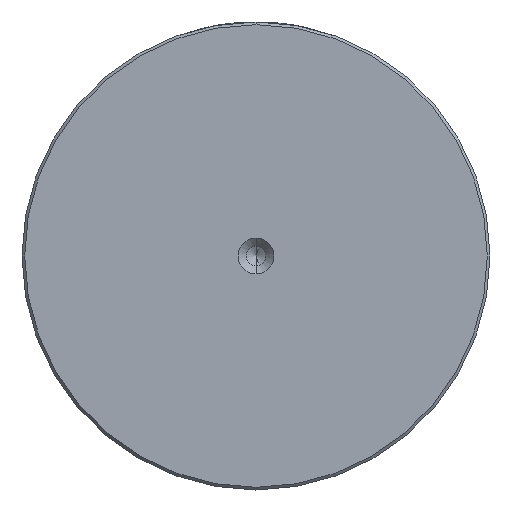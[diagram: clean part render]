
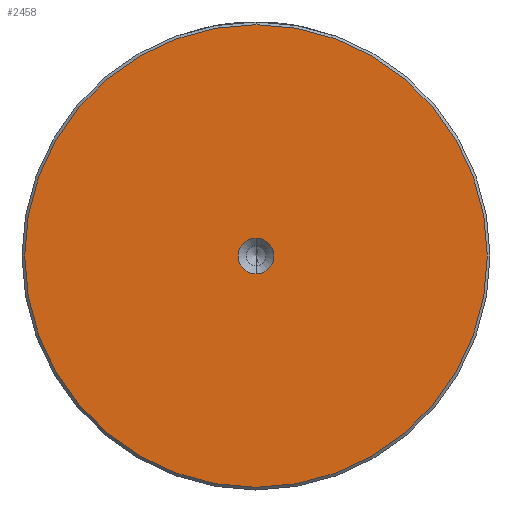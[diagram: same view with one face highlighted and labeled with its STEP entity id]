
A CAD part, left-side view. The second image highlights one B-rep face of the part: STEP entity #2458.
In plain terms, the highlighted planar face has unit normal (-1, 0, 0).
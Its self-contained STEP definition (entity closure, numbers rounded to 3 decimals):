
#82 = EDGE_CURVE ( 'NONE', #2603, #2682, #2623, .T. ) ;
#109 = DIRECTION ( 'NONE',  ( 0., 0., 1. ) ) ;
#130 = AXIS2_PLACEMENT_3D ( 'NONE', #962, #495, #1202 ) ;
#495 = DIRECTION ( 'NONE',  ( -1., 0., 0. ) ) ;
#662 = EDGE_CURVE ( 'NONE', #1711, #681, #719, .T. ) ;
#681 = VERTEX_POINT ( 'NONE', #2517 ) ;
#719 = CIRCLE ( 'NONE', #2294, 42.5 ) ;
#730 = PLANE ( 'NONE',  #130 ) ;
#761 = CARTESIAN_POINT ( 'NONE',  ( 0., 0., 0. ) ) ;
#830 = FACE_BOUND ( 'NONE', #1212, .T. ) ;
#962 = CARTESIAN_POINT ( 'NONE',  ( 0., 0., 0. ) ) ;
#965 = ORIENTED_EDGE ( 'NONE', *, *, #82, .F. ) ;
#987 = EDGE_LOOP ( 'NONE', ( #2781, #2799 ) ) ;
#998 = DIRECTION ( 'NONE',  ( 0., 0., 1. ) ) ;
#1069 = ORIENTED_EDGE ( 'NONE', *, *, #2329, .F. ) ;
#1137 = CARTESIAN_POINT ( 'NONE',  ( 0., 0., 0. ) ) ;
#1202 = DIRECTION ( 'NONE',  ( 0., 0., 1. ) ) ;
#1212 = EDGE_LOOP ( 'NONE', ( #965, #1069 ) ) ;
#1392 = DIRECTION ( 'NONE',  ( 0., 0., 1. ) ) ;
#1397 = CIRCLE ( 'NONE', #2228, 42.5 ) ;
#1535 = DIRECTION ( 'NONE',  ( -1., 0., 0. ) ) ;
#1619 = AXIS2_PLACEMENT_3D ( 'NONE', #1137, #2816, #1392 ) ;
#1705 = CARTESIAN_POINT ( 'NONE',  ( 0., 0., 3.3 ) ) ;
#1711 = VERTEX_POINT ( 'NONE', #1979 ) ;
#1764 = CIRCLE ( 'NONE', #1619, 3.3 ) ;
#1767 = AXIS2_PLACEMENT_3D ( 'NONE', #2444, #2436, #2404 ) ;
#1797 = EDGE_CURVE ( 'NONE', #681, #1711, #1397, .T. ) ;
#1979 = CARTESIAN_POINT ( 'NONE',  ( 0., 0., -42.5 ) ) ;
#2116 = FACE_OUTER_BOUND ( 'NONE', #987, .T. ) ;
#2228 = AXIS2_PLACEMENT_3D ( 'NONE', #2955, #1535, #109 ) ;
#2294 = AXIS2_PLACEMENT_3D ( 'NONE', #761, #2435, #998 ) ;
#2329 = EDGE_CURVE ( 'NONE', #2682, #2603, #1764, .T. ) ;
#2404 = DIRECTION ( 'NONE',  ( 0., 0., 1. ) ) ;
#2435 = DIRECTION ( 'NONE',  ( -1., 0., 0. ) ) ;
#2436 = DIRECTION ( 'NONE',  ( -1., 0., 0. ) ) ;
#2444 = CARTESIAN_POINT ( 'NONE',  ( 0., 0., 0. ) ) ;
#2458 = ADVANCED_FACE ( 'NONE', ( #2116, #830 ), #730, .T. ) ;
#2481 = CARTESIAN_POINT ( 'NONE',  ( 0., 0., -3.3 ) ) ;
#2517 = CARTESIAN_POINT ( 'NONE',  ( 0., 0., 42.5 ) ) ;
#2603 = VERTEX_POINT ( 'NONE', #1705 ) ;
#2623 = CIRCLE ( 'NONE', #1767, 3.3 ) ;
#2682 = VERTEX_POINT ( 'NONE', #2481 ) ;
#2781 = ORIENTED_EDGE ( 'NONE', *, *, #662, .T. ) ;
#2799 = ORIENTED_EDGE ( 'NONE', *, *, #1797, .T. ) ;
#2816 = DIRECTION ( 'NONE',  ( -1., 0., 0. ) ) ;
#2955 = CARTESIAN_POINT ( 'NONE',  ( 0., 0., 0. ) ) ;
